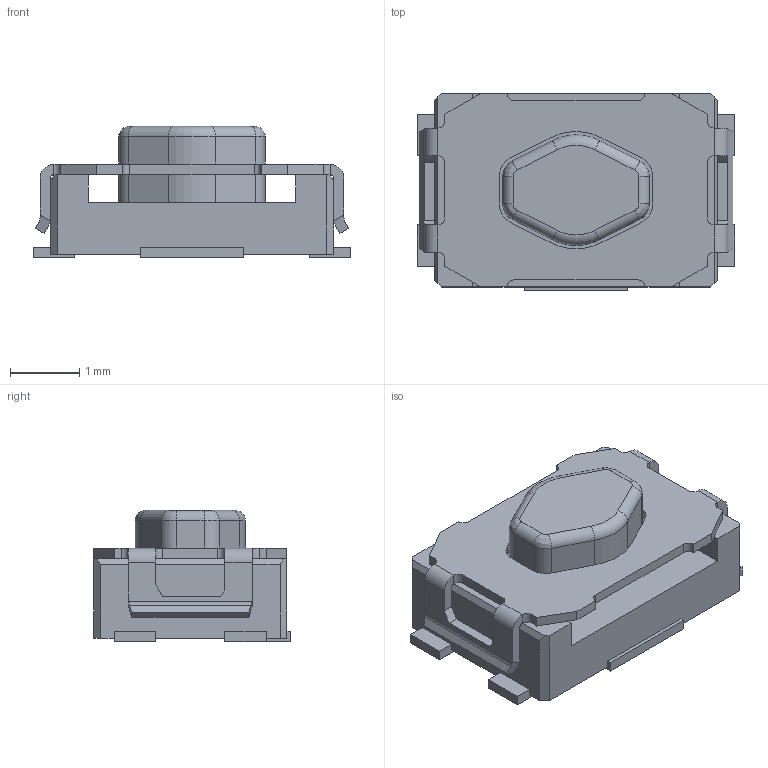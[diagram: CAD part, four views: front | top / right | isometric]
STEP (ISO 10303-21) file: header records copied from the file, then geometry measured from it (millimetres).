
FILE_DESCRIPTION(/* description */ (''),/* implementation_level */ '2;1');
FILE_NAME(/* name */ 'SMD_TASTER_MID.stp',/* time_stamp */ '2014-06-12T10:12:28+02:00',/* author */ (''),/* organization */ (''),/* preprocessor_version */ 'ST-DEVELOPER v15',/* originating_system */ 'SIEMENS PLM Software NX 8.5',/* authorisation */ '');
FILE_SCHEMA (('AP203_CONFIGURATION_CONTROLLED_3D_DESIGN_OF_MECHANICAL_PARTS_AND_ASSEMBLIES_MIM_LF { 1 0 10303 403 2 1 2}'));
Length unit declared in the file: millimetre
Products named in the file (1): SMD_TASTER_MID
Bounding box: 4.6 x 2.85 x 1.9 mm (x, y, z)
Volume: 14.2 mm3; surface area: 69.7 mm2
Topology: 2 solids, 2 shells, 153 faces, 428 edges, 282 vertices
Faces by surface type: plane 105, cylinder 42, bspline 4, torus 2
Entity records: 5027 total; most frequent: CARTESIAN_POINT 924, ORIENTED_EDGE 856, DIRECTION 822, EDGE_CURVE 428, LINE 334, VECTOR 334, VERTEX_POINT 276, AXIS2_PLACEMENT_3D 244
